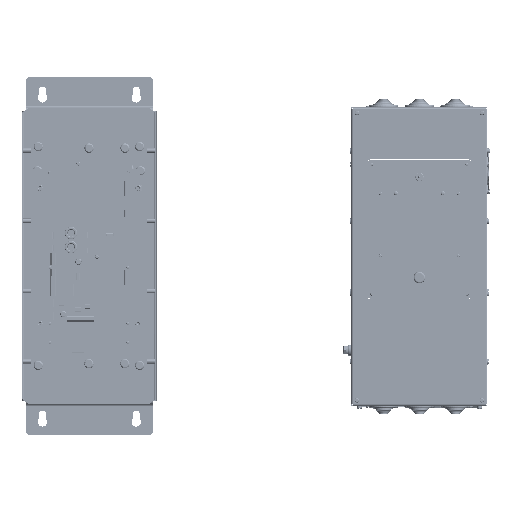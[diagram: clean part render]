
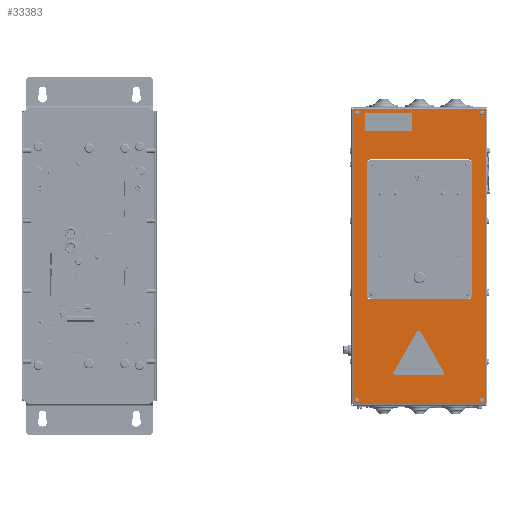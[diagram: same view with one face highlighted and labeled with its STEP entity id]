
A CAD part, top view. The second image highlights one B-rep face of the part: STEP entity #33383.
In plain terms, the highlighted planar face has unit normal (0, -0.003, 1).
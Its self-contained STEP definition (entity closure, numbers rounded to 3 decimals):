
#33383=ADVANCED_FACE('',(#54967,#54969,#54971,#54973,#54975,#54977),#54979,.T.);
#54967=FACE_BOUND('',#54968,.T.);
#54968=EDGE_LOOP('',(#95469,#95470,#95471,#95472));
#54969=FACE_BOUND('',#54970,.T.);
#54970=EDGE_LOOP('',(#95473,#95474,#95475,#95476,#95477,#95478,#95479,#95480));
#54971=FACE_BOUND('',#54972,.T.);
#54972=EDGE_LOOP('',(#95481));
#54973=FACE_BOUND('',#54974,.T.);
#54974=EDGE_LOOP('',(#95482));
#54975=FACE_BOUND('',#54976,.T.);
#54976=EDGE_LOOP('',(#95483));
#54977=FACE_BOUND('',#54978,.T.);
#54978=EDGE_LOOP('',(#95484));
#54979=PLANE('',#54980);
#54980=AXIS2_PLACEMENT_3D('',#54981,#54982,#54983);
#54981=CARTESIAN_POINT('',(141.503,240.275,278.235));
#54982=DIRECTION('',(0.,-0.003,1.));
#54983=DIRECTION('',(1.,0.,0.));
#95469=ORIENTED_EDGE('',*,*,#116735,.T.);
#95470=ORIENTED_EDGE('',*,*,#116736,.T.);
#95471=ORIENTED_EDGE('',*,*,#116737,.T.);
#95472=ORIENTED_EDGE('',*,*,#116738,.T.);
#95473=ORIENTED_EDGE('',*,*,#116679,.T.);
#95474=ORIENTED_EDGE('',*,*,#116694,.T.);
#95475=ORIENTED_EDGE('',*,*,#116692,.T.);
#95476=ORIENTED_EDGE('',*,*,#116690,.T.);
#95477=ORIENTED_EDGE('',*,*,#116688,.T.);
#95478=ORIENTED_EDGE('',*,*,#116686,.T.);
#95479=ORIENTED_EDGE('',*,*,#116684,.T.);
#95480=ORIENTED_EDGE('',*,*,#116682,.T.);
#95481=ORIENTED_EDGE('',*,*,#116678,.T.);
#95482=ORIENTED_EDGE('',*,*,#116677,.T.);
#95483=ORIENTED_EDGE('',*,*,#116676,.T.);
#95484=ORIENTED_EDGE('',*,*,#116675,.T.);
#116675=EDGE_CURVE('',#141666,#141666,#141667,.F.);
#116676=EDGE_CURVE('',#141668,#141668,#141669,.F.);
#116677=EDGE_CURVE('',#141670,#141670,#141671,.F.);
#116678=EDGE_CURVE('',#141672,#141672,#141673,.F.);
#116679=EDGE_CURVE('',#141674,#141675,#141676,.F.);
#116682=EDGE_CURVE('',#141679,#141674,#141680,.F.);
#116684=EDGE_CURVE('',#141682,#141679,#141683,.F.);
#116686=EDGE_CURVE('',#141685,#141682,#141686,.F.);
#116688=EDGE_CURVE('',#141688,#141685,#141689,.F.);
#116690=EDGE_CURVE('',#141691,#141688,#141692,.F.);
#116692=EDGE_CURVE('',#141694,#141691,#141695,.F.);
#116694=EDGE_CURVE('',#141675,#141694,#141697,.F.);
#116735=EDGE_CURVE('',#141707,#141713,#141766,.T.);
#116736=EDGE_CURVE('',#141713,#141743,#141767,.T.);
#116737=EDGE_CURVE('',#141743,#141729,#141768,.T.);
#116738=EDGE_CURVE('',#141729,#141707,#141769,.T.);
#141666=VERTEX_POINT('',#183447);
#141667=CIRCLE('',#183448,2.5);
#141668=VERTEX_POINT('',#183452);
#141669=CIRCLE('',#183453,2.5);
#141670=VERTEX_POINT('',#183457);
#141671=CIRCLE('',#183458,2.5);
#141672=VERTEX_POINT('',#183462);
#141673=CIRCLE('',#183463,2.5);
#141674=VERTEX_POINT('',#183467);
#141675=VERTEX_POINT('',#183468);
#141676=CIRCLE('',#183469,5.);
#141679=VERTEX_POINT('',#183479);
#141680=LINE('',#183480,#183481);
#141682=VERTEX_POINT('',#183486);
#141683=CIRCLE('',#183487,5.);
#141685=VERTEX_POINT('',#183494);
#141686=LINE('',#183495,#183496);
#141688=VERTEX_POINT('',#183501);
#141689=CIRCLE('',#183502,5.);
#141691=VERTEX_POINT('',#183509);
#141692=LINE('',#183510,#183511);
#141694=VERTEX_POINT('',#183516);
#141695=CIRCLE('',#183517,5.);
#141697=LINE('',#183524,#183525);
#141707=VERTEX_POINT('',#183546);
#141713=VERTEX_POINT('',#183559);
#141729=VERTEX_POINT('',#183597);
#141743=VERTEX_POINT('',#183628);
#141766=LINE('',#183683,#183684);
#141767=LINE('',#183686,#183687);
#141768=LINE('',#183689,#183690);
#141769=LINE('',#183692,#183693);
#183447=CARTESIAN_POINT('',(306.003,233.275,278.214));
#183448=AXIS2_PLACEMENT_3D('',#183449,#183450,#183451);
#183449=CARTESIAN_POINT('',(308.503,233.275,278.214));
#183450=DIRECTION('',(0.,-0.003,1.));
#183451=DIRECTION('',(1.,0.,0.));
#183452=CARTESIAN_POINT('',(146.003,233.275,278.214));
#183453=AXIS2_PLACEMENT_3D('',#183454,#183455,#183456);
#183454=CARTESIAN_POINT('',(148.503,233.275,278.214));
#183455=DIRECTION('',(0.,-0.003,1.));
#183456=DIRECTION('',(1.,0.,0.));
#183457=CARTESIAN_POINT('',(311.003,-134.724,277.1));
#183458=AXIS2_PLACEMENT_3D('',#183459,#183460,#183461);
#183459=CARTESIAN_POINT('',(308.503,-134.724,277.1));
#183460=DIRECTION('',(0.,-0.003,1.));
#183461=DIRECTION('',(1.,0.,0.));
#183462=CARTESIAN_POINT('',(151.003,-134.724,277.1));
#183463=AXIS2_PLACEMENT_3D('',#183464,#183465,#183466);
#183464=CARTESIAN_POINT('',(148.503,-134.724,277.1));
#183465=DIRECTION('',(0.,-0.003,1.));
#183466=DIRECTION('',(1.,0.,0.));
#183467=CARTESIAN_POINT('',(296.003,-0.224,277.507));
#183468=CARTESIAN_POINT('',(291.003,-5.224,277.492));
#183469=AXIS2_PLACEMENT_3D('',#183470,#183471,#183472);
#183470=CARTESIAN_POINT('',(291.003,-0.224,277.507));
#183471=DIRECTION('',(0.,-0.003,1.));
#183472=DIRECTION('',(0.,-1.,-0.003));
#183479=CARTESIAN_POINT('',(296.003,168.775,278.019));
#183480=CARTESIAN_POINT('',(296.003,-0.224,277.507));
#183481=VECTOR('',#183482,1.);
#183482=DIRECTION('',(0.,1.,0.003));
#183486=CARTESIAN_POINT('',(291.003,173.775,278.034));
#183487=AXIS2_PLACEMENT_3D('',#183488,#183489,#183490);
#183488=CARTESIAN_POINT('',(291.003,168.775,278.019));
#183489=DIRECTION('',(0.,-0.003,1.));
#183490=DIRECTION('',(1.,0.,0.));
#183494=CARTESIAN_POINT('',(166.003,173.775,278.034));
#183495=CARTESIAN_POINT('',(291.003,173.775,278.034));
#183496=VECTOR('',#183497,1.);
#183497=DIRECTION('',(-1.,0.,0.));
#183501=CARTESIAN_POINT('',(161.003,168.775,278.019));
#183502=AXIS2_PLACEMENT_3D('',#183503,#183504,#183505);
#183503=CARTESIAN_POINT('',(166.003,168.775,278.019));
#183504=DIRECTION('',(0.,-0.003,1.));
#183505=DIRECTION('',(0.,1.,0.003));
#183509=CARTESIAN_POINT('',(161.003,-0.224,277.507));
#183510=CARTESIAN_POINT('',(161.003,168.775,278.019));
#183511=VECTOR('',#183512,1.);
#183512=DIRECTION('',(0.,-1.,-0.003));
#183516=CARTESIAN_POINT('',(166.003,-5.224,277.492));
#183517=AXIS2_PLACEMENT_3D('',#183518,#183519,#183520);
#183518=CARTESIAN_POINT('',(166.003,-0.224,277.507));
#183519=DIRECTION('',(0.,-0.003,1.));
#183520=DIRECTION('',(-1.,0.,0.));
#183524=CARTESIAN_POINT('',(166.003,-5.224,277.492));
#183525=VECTOR('',#183526,1.);
#183526=DIRECTION('',(1.,0.,0.));
#183546=CARTESIAN_POINT('',(313.203,-139.424,277.086));
#183559=CARTESIAN_POINT('',(313.203,237.975,278.228));
#183597=CARTESIAN_POINT('',(143.803,-139.424,277.086));
#183628=CARTESIAN_POINT('',(143.803,237.975,278.228));
#183683=CARTESIAN_POINT('',(313.203,-139.424,277.086));
#183684=VECTOR('',#183685,1.);
#183685=DIRECTION('',(0.,1.,0.003));
#183686=CARTESIAN_POINT('',(313.203,237.975,278.228));
#183687=VECTOR('',#183688,1.);
#183688=DIRECTION('',(-1.,0.,0.));
#183689=CARTESIAN_POINT('',(143.803,237.975,278.228));
#183690=VECTOR('',#183691,1.);
#183691=DIRECTION('',(0.,-1.,-0.003));
#183692=CARTESIAN_POINT('',(143.803,-139.424,277.086));
#183693=VECTOR('',#183694,1.);
#183694=DIRECTION('',(1.,0.,0.));
